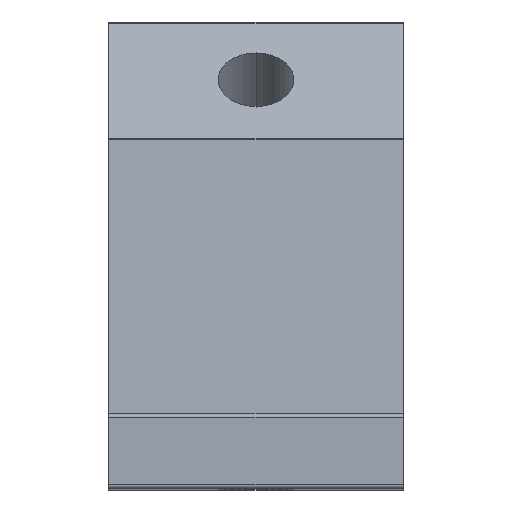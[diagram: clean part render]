
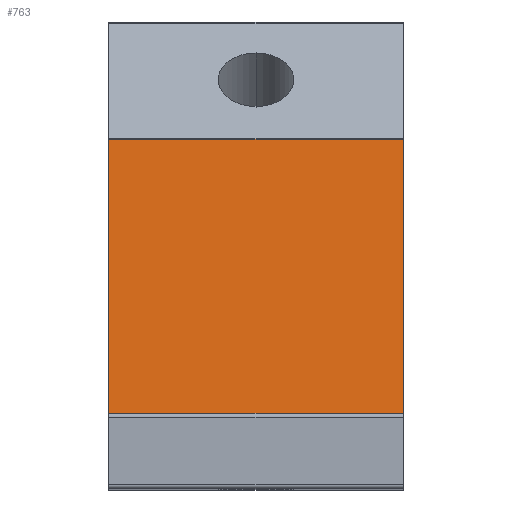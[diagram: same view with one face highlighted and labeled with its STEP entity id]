
A CAD part, top view. The second image highlights one B-rep face of the part: STEP entity #763.
In plain terms, the highlighted planar face has unit normal (0, 0.924, 0.383).
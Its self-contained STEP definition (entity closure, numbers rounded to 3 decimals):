
#44 = DIRECTION ( 'NONE',  ( 0., 0.924, 0.383 ) ) ;
#96 = VECTOR ( 'NONE', #139, 1000. ) ;
#133 = VECTOR ( 'NONE', #375, 1000. ) ;
#139 = DIRECTION ( 'NONE',  ( 1., 0., 0. ) ) ;
#177 = CARTESIAN_POINT ( 'NONE',  ( -17.5, 29.681, -33.87 ) ) ;
#214 = VECTOR ( 'NONE', #724, 1000. ) ;
#221 = CARTESIAN_POINT ( 'NONE',  ( 17.5, -2.962, 44.938 ) ) ;
#268 = CARTESIAN_POINT ( 'NONE',  ( 17.5, -3., 45.029 ) ) ;
#272 = VECTOR ( 'NONE', #1245, 1000. ) ;
#305 = LINE ( 'NONE', #177, #214 ) ;
#306 = CARTESIAN_POINT ( 'NONE',  ( -17.5, 29.681, -33.87 ) ) ;
#357 = CARTESIAN_POINT ( 'NONE',  ( 17.5, -3., 45.029 ) ) ;
#375 = DIRECTION ( 'NONE',  ( 0., 0.383, -0.924 ) ) ;
#377 = VERTEX_POINT ( 'NONE', #514 ) ;
#379 = EDGE_CURVE ( 'NONE', #730, #1046, #305, .T. ) ;
#436 = ORIENTED_EDGE ( 'NONE', *, *, #855, .T. ) ;
#447 = CARTESIAN_POINT ( 'NONE',  ( 17.5, 29.681, -33.87 ) ) ;
#487 = CARTESIAN_POINT ( 'NONE',  ( -17.5, -3., 45.029 ) ) ;
#510 = ORIENTED_EDGE ( 'NONE', *, *, #1204, .T. ) ;
#514 = CARTESIAN_POINT ( 'NONE',  ( -17.5, -2.962, 44.938 ) ) ;
#584 = LINE ( 'NONE', #268, #133 ) ;
#671 = CARTESIAN_POINT ( 'NONE',  ( 17.5, -2.962, 44.938 ) ) ;
#701 = VERTEX_POINT ( 'NONE', #221 ) ;
#724 = DIRECTION ( 'NONE',  ( -1., 0., 0. ) ) ;
#725 = LINE ( 'NONE', #487, #272 ) ;
#730 = VERTEX_POINT ( 'NONE', #447 ) ;
#763 = ADVANCED_FACE ( 'NONE', ( #1103 ), #770, .T. ) ;
#770 = PLANE ( 'NONE',  #942 ) ;
#855 = EDGE_CURVE ( 'NONE', #377, #701, #1208, .T. ) ;
#910 = ORIENTED_EDGE ( 'NONE', *, *, #922, .F. ) ;
#922 = EDGE_CURVE ( 'NONE', #377, #1046, #725, .T. ) ;
#929 = ORIENTED_EDGE ( 'NONE', *, *, #379, .T. ) ;
#942 = AXIS2_PLACEMENT_3D ( 'NONE', #357, #44, #1124 ) ;
#1046 = VERTEX_POINT ( 'NONE', #306 ) ;
#1092 = EDGE_LOOP ( 'NONE', ( #910, #436, #510, #929 ) ) ;
#1103 = FACE_OUTER_BOUND ( 'NONE', #1092, .T. ) ;
#1124 = DIRECTION ( 'NONE',  ( 0., -0.383, 0.924 ) ) ;
#1204 = EDGE_CURVE ( 'NONE', #701, #730, #584, .T. ) ;
#1208 = LINE ( 'NONE', #671, #96 ) ;
#1245 = DIRECTION ( 'NONE',  ( 0., 0.383, -0.924 ) ) ;
